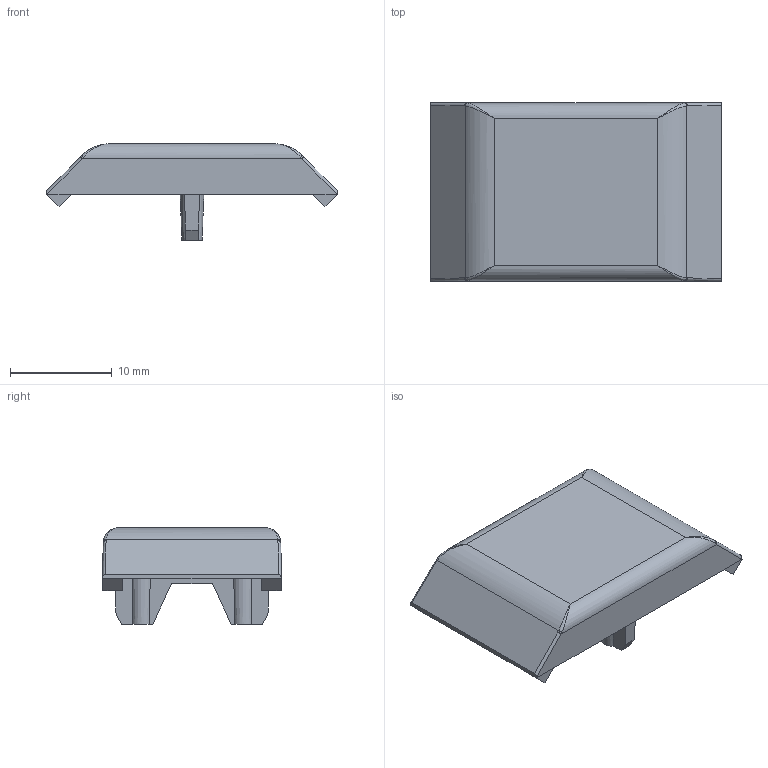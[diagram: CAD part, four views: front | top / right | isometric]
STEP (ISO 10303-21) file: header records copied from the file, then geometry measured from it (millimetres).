
FILE_DESCRIPTION (( 'STEP AP214' ), '1' );
FILE_NAME ('6266110', '2019-01-28T17:14:26', ( '' ), ('JUGARD+KÜNSTNER GmbH'), 'SwSTEP 2.0', 'SolidWorks 2017', '' );
FILE_SCHEMA (( 'AUTOMOTIVE_DESIGN' ));
Length unit declared in the file: millimetre
Products named in the file (1): 6266110
Bounding box: 28.6 x 17.6 x 9.5 mm (x, y, z)
Volume: 1410 mm3; surface area: 1642.1 mm2
Topology: 1 solids, 1 shells, 76 faces, 190 edges, 112 vertices
Faces by surface type: plane 54, cylinder 10, bspline 8, cone 4
Entity records: 2601 total; most frequent: CARTESIAN_POINT 888, ORIENTED_EDGE 372, DIRECTION 308, EDGE_CURVE 186, VECTOR 138, LINE 138, VERTEX_POINT 112, AXIS2_PLACEMENT_3D 85
